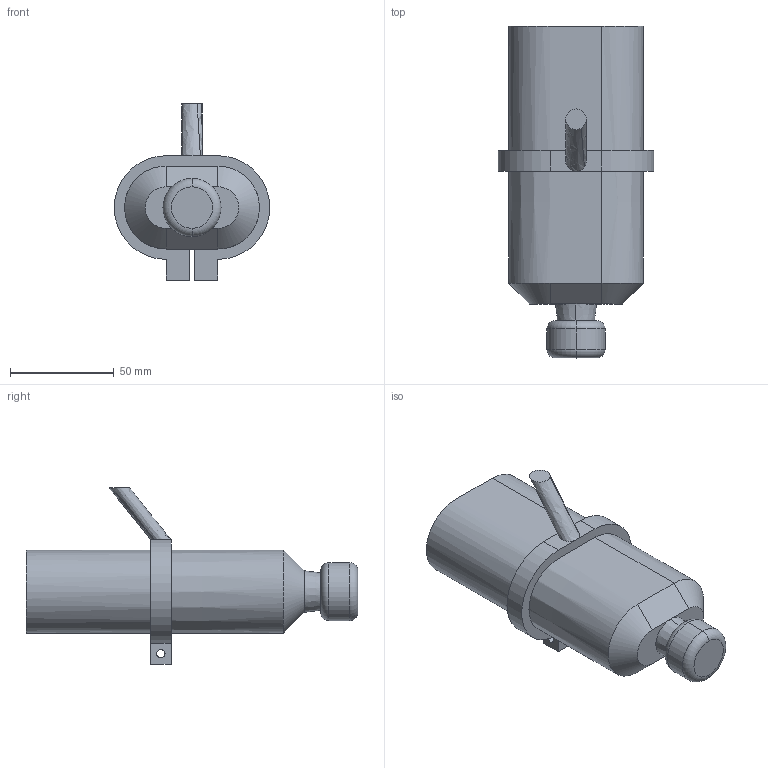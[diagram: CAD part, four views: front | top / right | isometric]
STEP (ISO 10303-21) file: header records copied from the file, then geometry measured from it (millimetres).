
FILE_DESCRIPTION (( 'STEP AP203' ), '1' );
FILE_NAME ('Bote con brida.STEP', '2023-03-02T02:57:34', ( '' ), ( '' ), 'SwSTEP 2.0', 'SolidWorks 2022', '' );
FILE_SCHEMA (( 'CONFIG_CONTROL_DESIGN' ));
Length unit declared in the file: millimetre
Products named in the file (3): Bote con brida; Soportegrasa; Bote
Assembly tree (2 placements, depth 2):
  Bote con brida
    Bote
    Soportegrasa
Bounding box: 75 x 160 x 85 mm (x, y, z)
Volume: 320776.4 mm3; surface area: 37070.6 mm2
Topology: 2 solids, 2 shells, 43 faces, 104 edges, 66 vertices
Faces by surface type: plane 19, cylinder 10, bspline 8, torus 4, cone 2
Entity records: 2533 total; most frequent: CARTESIAN_POINT 1246, ORIENTED_EDGE 208, DIRECTION 202, EDGE_CURVE 104, AXIS2_PLACEMENT_3D 78, VERTEX_POINT 66, EDGE_LOOP 48, LINE 46
